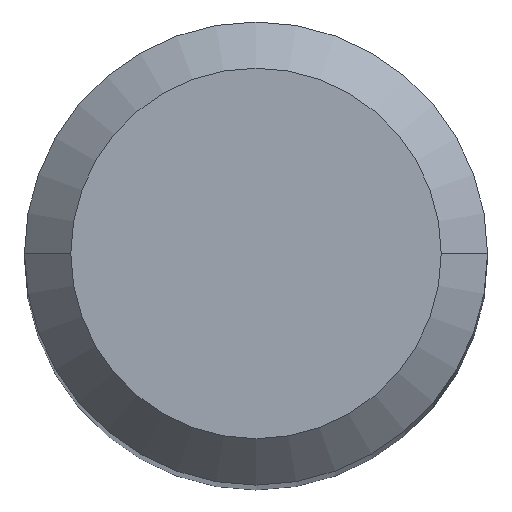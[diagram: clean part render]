
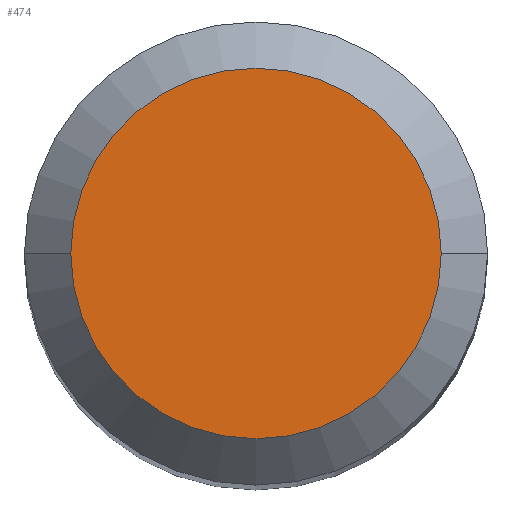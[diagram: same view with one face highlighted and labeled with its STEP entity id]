
A CAD part, top view. The second image highlights one B-rep face of the part: STEP entity #474.
In plain terms, the highlighted planar face has unit normal (0, 0, 1).
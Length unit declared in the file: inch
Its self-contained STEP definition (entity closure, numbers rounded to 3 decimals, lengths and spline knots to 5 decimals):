
#3 = CIRCLE ( 'NONE', #80, 0.09448 ) ;
#45 = DIRECTION ( 'NONE',  ( 0., 0., 1. ) ) ;
#71 = CARTESIAN_POINT ( 'NONE',  ( 0., 0., 0. ) ) ;
#80 = AXIS2_PLACEMENT_3D ( 'NONE', #71, #109, #271 ) ;
#82 = DIRECTION ( 'NONE',  ( -1., 0., 0. ) ) ;
#106 = CARTESIAN_POINT ( 'NONE',  ( 0.09448, 0., 0. ) ) ;
#109 = DIRECTION ( 'NONE',  ( 0., 0., 1. ) ) ;
#155 = DIRECTION ( 'NONE',  ( 0., 0., -1. ) ) ;
#162 = ORIENTED_EDGE ( 'NONE', *, *, #456, .T. ) ;
#192 = PLANE ( 'NONE',  #233 ) ;
#200 = CARTESIAN_POINT ( 'NONE',  ( 0., 0., 0. ) ) ;
#205 = FACE_OUTER_BOUND ( 'NONE', #467, .T. ) ;
#211 = CIRCLE ( 'NONE', #423, 0.09448 ) ;
#233 = AXIS2_PLACEMENT_3D ( 'NONE', #470, #155, #82 ) ;
#243 = ORIENTED_EDGE ( 'NONE', *, *, #259, .T. ) ;
#259 = EDGE_CURVE ( 'NONE', #361, #391, #3, .T. ) ;
#271 = DIRECTION ( 'NONE',  ( 1., 0., 0. ) ) ;
#360 = DIRECTION ( 'NONE',  ( 1., 0., 0. ) ) ;
#361 = VERTEX_POINT ( 'NONE', #106 ) ;
#391 = VERTEX_POINT ( 'NONE', #415 ) ;
#415 = CARTESIAN_POINT ( 'NONE',  ( -0.09448, 0., 0. ) ) ;
#423 = AXIS2_PLACEMENT_3D ( 'NONE', #200, #45, #360 ) ;
#456 = EDGE_CURVE ( 'NONE', #391, #361, #211, .T. ) ;
#467 = EDGE_LOOP ( 'NONE', ( #162, #243 ) ) ;
#470 = CARTESIAN_POINT ( 'NONE',  ( 0., 0., 0. ) ) ;
#474 = ADVANCED_FACE ( 'NONE', ( #205 ), #192, .F. ) ;
